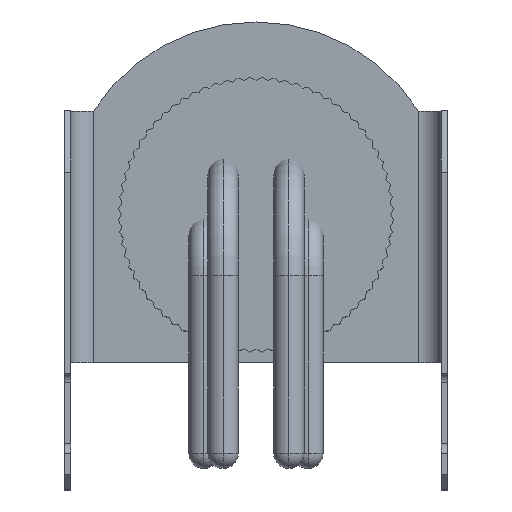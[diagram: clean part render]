
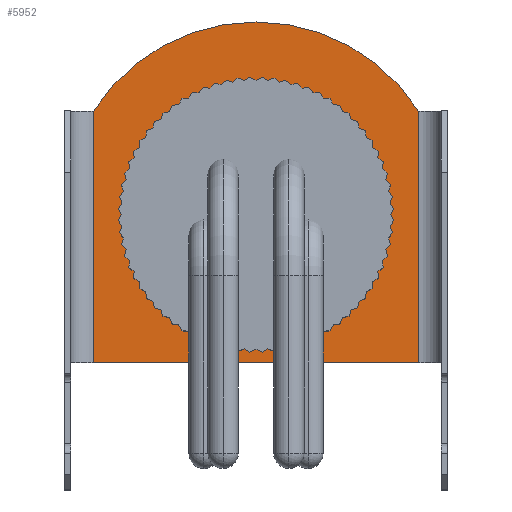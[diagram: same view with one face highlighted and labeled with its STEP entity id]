
A CAD part, top view. The second image highlights one B-rep face of the part: STEP entity #5952.
In plain terms, the highlighted planar face has unit normal (0, 0, 1).
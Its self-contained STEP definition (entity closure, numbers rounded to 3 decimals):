
#172 = CARTESIAN_POINT ( 'NONE',  ( -5.313, 3.385, 11.4 ) ) ;
#506 = VERTEX_POINT ( 'NONE', #8038 ) ;
#606 = VECTOR ( 'NONE', #3266, 1000. ) ;
#1095 = EDGE_LOOP ( 'NONE', ( #5546, #7122, #9339, #1256 ) ) ;
#1256 = ORIENTED_EDGE ( 'NONE', *, *, #6471, .F. ) ;
#1281 = AXIS2_PLACEMENT_3D ( 'NONE', #2528, #6508, #4914 ) ;
#1348 = FACE_OUTER_BOUND ( 'NONE', #1095, .T. ) ;
#1397 = DIRECTION ( 'NONE',  ( 1., 0., 0. ) ) ;
#2227 = AXIS2_PLACEMENT_3D ( 'NONE', #3041, #5319, #1397 ) ;
#2528 = CARTESIAN_POINT ( 'NONE',  ( 0., 0., 11.4 ) ) ;
#2571 = LINE ( 'NONE', #8631, #606 ) ;
#3041 = CARTESIAN_POINT ( 'NONE',  ( -6.25, 6.3, 11.4 ) ) ;
#3102 = DIRECTION ( 'NONE',  ( 0., -1., 0. ) ) ;
#3266 = DIRECTION ( 'NONE',  ( 0., -1., 0. ) ) ;
#3793 = VERTEX_POINT ( 'NONE', #8066 ) ;
#3988 = CIRCLE ( 'NONE', #1281, 6.3 ) ;
#4593 = CARTESIAN_POINT ( 'NONE',  ( 5.313, 6.3, 11.4 ) ) ;
#4718 = EDGE_CURVE ( 'NONE', #506, #9243, #9836, .T. ) ;
#4914 = DIRECTION ( 'NONE',  ( 1., 0., 0. ) ) ;
#4940 = VECTOR ( 'NONE', #3102, 1000. ) ;
#5319 = DIRECTION ( 'NONE',  ( 0., 0., 1. ) ) ;
#5546 = ORIENTED_EDGE ( 'NONE', *, *, #8122, .T. ) ;
#5587 = VERTEX_POINT ( 'NONE', #172 ) ;
#5952 = ADVANCED_FACE ( 'NONE', ( #1348 ), #8353, .T. ) ;
#6471 = EDGE_CURVE ( 'NONE', #5587, #3793, #3988, .T. ) ;
#6508 = DIRECTION ( 'NONE',  ( 0., 0., -1. ) ) ;
#6712 = EDGE_CURVE ( 'NONE', #3793, #9243, #9214, .T. ) ;
#6847 = CARTESIAN_POINT ( 'NONE',  ( 5.313, -4.83, 11.4 ) ) ;
#7117 = VECTOR ( 'NONE', #8913, 1000. ) ;
#7122 = ORIENTED_EDGE ( 'NONE', *, *, #4718, .T. ) ;
#8038 = CARTESIAN_POINT ( 'NONE',  ( -5.313, -4.83, 11.4 ) ) ;
#8066 = CARTESIAN_POINT ( 'NONE',  ( 5.313, 3.385, 11.4 ) ) ;
#8122 = EDGE_CURVE ( 'NONE', #5587, #506, #2571, .T. ) ;
#8353 = PLANE ( 'NONE',  #2227 ) ;
#8631 = CARTESIAN_POINT ( 'NONE',  ( -5.313, 6.3, 11.4 ) ) ;
#8862 = CARTESIAN_POINT ( 'NONE',  ( -6.25, -4.83, 11.4 ) ) ;
#8913 = DIRECTION ( 'NONE',  ( 1., 0., 0. ) ) ;
#9214 = LINE ( 'NONE', #4593, #4940 ) ;
#9243 = VERTEX_POINT ( 'NONE', #6847 ) ;
#9339 = ORIENTED_EDGE ( 'NONE', *, *, #6712, .F. ) ;
#9836 = LINE ( 'NONE', #8862, #7117 ) ;
